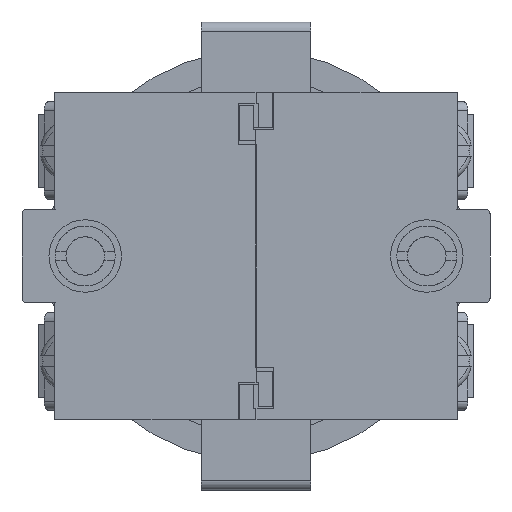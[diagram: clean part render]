
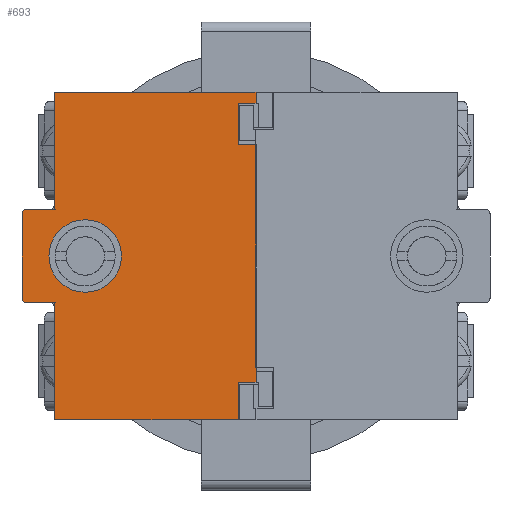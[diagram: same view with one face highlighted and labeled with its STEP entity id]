
A CAD part, front view. The second image highlights one B-rep face of the part: STEP entity #693.
In plain terms, the highlighted planar face has unit normal (0, -1, 0).
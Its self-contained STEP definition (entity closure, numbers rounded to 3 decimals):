
#222 = EDGE_CURVE ( 'NONE', #14171, #9334, #2670, .T. ) ;
#284 = ORIENTED_EDGE ( 'NONE', *, *, #222, .T. ) ;
#288 = DIRECTION ( 'NONE',  ( -1., 0., 0. ) ) ;
#485 = LINE ( 'NONE', #14792, #17291 ) ;
#614 = LINE ( 'NONE', #17337, #13908 ) ;
#693 = ADVANCED_FACE ( 'NONE', ( #18984, #11506 ), #5769, .F. ) ;
#705 = VECTOR ( 'NONE', #18986, 1000. ) ;
#721 = CARTESIAN_POINT ( 'NONE',  ( -1.9, -45.1, -13.5 ) ) ;
#1123 = CARTESIAN_POINT ( 'NONE',  ( -14.375, -45.1, 0. ) ) ;
#1145 = VERTEX_POINT ( 'NONE', #9456 ) ;
#1220 = CARTESIAN_POINT ( 'NONE',  ( -22.125, -45.1, 0. ) ) ;
#1240 = VERTEX_POINT ( 'NONE', #6708 ) ;
#1365 = LINE ( 'NONE', #14788, #16287 ) ;
#1396 = CARTESIAN_POINT ( 'NONE',  ( 0., -45.1, -13.5 ) ) ;
#1437 = DIRECTION ( 'NONE',  ( 0., -1., 0. ) ) ;
#1446 = DIRECTION ( 'NONE',  ( 0., 0., -1. ) ) ;
#1586 = VERTEX_POINT ( 'NONE', #17478 ) ;
#1708 = EDGE_CURVE ( 'NONE', #1145, #17517, #17403, .T. ) ;
#2098 = ORIENTED_EDGE ( 'NONE', *, *, #7684, .T. ) ;
#2266 = LINE ( 'NONE', #15867, #11832 ) ;
#2301 = EDGE_LOOP ( 'NONE', ( #6075, #8008, #6160, #9720, #13758, #16300, #11544, #3438, #6078, #7013, #16571, #15963, #15638, #18982, #9486, #284 ) ) ;
#2670 = LINE ( 'NONE', #18456, #10841 ) ;
#2691 = VECTOR ( 'NONE', #6215, 1000. ) ;
#2813 = CARTESIAN_POINT ( 'NONE',  ( -12.5, -45.1, 0. ) ) ;
#2997 = CARTESIAN_POINT ( 'NONE',  ( -1.9, -45.1, -17.5 ) ) ;
#3051 = DIRECTION ( 'NONE',  ( 0., 1., 0. ) ) ;
#3052 = LINE ( 'NONE', #16440, #6354 ) ;
#3133 = DIRECTION ( 'NONE',  ( 1., 0., 0. ) ) ;
#3207 = AXIS2_PLACEMENT_3D ( 'NONE', #12054, #3051, #4488 ) ;
#3299 = EDGE_CURVE ( 'NONE', #1240, #4920, #3052, .T. ) ;
#3307 = DIRECTION ( 'NONE',  ( -1., 0., 0. ) ) ;
#3438 = ORIENTED_EDGE ( 'NONE', *, *, #6837, .F. ) ;
#3458 = EDGE_CURVE ( 'NONE', #13654, #12399, #13985, .T. ) ;
#3497 = CARTESIAN_POINT ( 'NONE',  ( -25., -45.1, 4.5 ) ) ;
#3729 = VERTEX_POINT ( 'NONE', #1396 ) ;
#3983 = EDGE_CURVE ( 'NONE', #12399, #6908, #17263, .T. ) ;
#4211 = CARTESIAN_POINT ( 'NONE',  ( -21.5, -45.1, 5. ) ) ;
#4384 = VERTEX_POINT ( 'NONE', #1220 ) ;
#4488 = DIRECTION ( 'NONE',  ( -1., 0., 0. ) ) ;
#4854 = EDGE_CURVE ( 'NONE', #14171, #3729, #2266, .T. ) ;
#4920 = VERTEX_POINT ( 'NONE', #16736 ) ;
#4934 = VERTEX_POINT ( 'NONE', #3497 ) ;
#5510 = AXIS2_PLACEMENT_3D ( 'NONE', #2813, #14727, #17765 ) ;
#5598 = EDGE_CURVE ( 'NONE', #10616, #1586, #14122, .T. ) ;
#5737 = DIRECTION ( 'NONE',  ( -1., 0., 0. ) ) ;
#5769 = PLANE ( 'NONE',  #5510 ) ;
#5900 = DIRECTION ( 'NONE',  ( 1., 0., 0. ) ) ;
#6075 = ORIENTED_EDGE ( 'NONE', *, *, #7026, .T. ) ;
#6078 = ORIENTED_EDGE ( 'NONE', *, *, #1708, .T. ) ;
#6160 = ORIENTED_EDGE ( 'NONE', *, *, #11960, .F. ) ;
#6215 = DIRECTION ( 'NONE',  ( -1., 0., 0. ) ) ;
#6237 = LINE ( 'NONE', #19222, #18140 ) ;
#6354 = VECTOR ( 'NONE', #3133, 1000. ) ;
#6470 = EDGE_CURVE ( 'NONE', #14351, #1586, #1365, .T. ) ;
#6533 = CARTESIAN_POINT ( 'NONE',  ( -24.5, -45.1, 5. ) ) ;
#6705 = VECTOR ( 'NONE', #6760, 1000. ) ;
#6708 = CARTESIAN_POINT ( 'NONE',  ( -1.9, -45.1, 16.3 ) ) ;
#6760 = DIRECTION ( 'NONE',  ( 0., 0., 1. ) ) ;
#6837 = EDGE_CURVE ( 'NONE', #1145, #4934, #9072, .T. ) ;
#6908 = VERTEX_POINT ( 'NONE', #18305 ) ;
#7013 = ORIENTED_EDGE ( 'NONE', *, *, #9700, .T. ) ;
#7026 = EDGE_CURVE ( 'NONE', #9334, #1240, #12525, .T. ) ;
#7375 = CARTESIAN_POINT ( 'NONE',  ( -24.5, -45.1, -5. ) ) ;
#7385 = CARTESIAN_POINT ( 'NONE',  ( -25., -45.1, 17.5 ) ) ;
#7684 = EDGE_CURVE ( 'NONE', #4384, #15832, #17606, .T. ) ;
#7709 = DIRECTION ( 'NONE',  ( 0., 0., 1. ) ) ;
#7733 = CARTESIAN_POINT ( 'NONE',  ( -24.5, -45.1, 4.5 ) ) ;
#7776 = CARTESIAN_POINT ( 'NONE',  ( -21.5, -45.1, 5. ) ) ;
#8008 = ORIENTED_EDGE ( 'NONE', *, *, #3299, .T. ) ;
#8425 = CARTESIAN_POINT ( 'NONE',  ( -21.5, -45.1, 17.5 ) ) ;
#8546 = AXIS2_PLACEMENT_3D ( 'NONE', #8563, #10179, #5737 ) ;
#8563 = CARTESIAN_POINT ( 'NONE',  ( -18.25, -45.1, 0. ) ) ;
#8631 = CIRCLE ( 'NONE', #13785, 0.5 ) ;
#8951 = DIRECTION ( 'NONE',  ( 1., 0., 0. ) ) ;
#9072 = LINE ( 'NONE', #10591, #14601 ) ;
#9334 = VERTEX_POINT ( 'NONE', #15151 ) ;
#9456 = CARTESIAN_POINT ( 'NONE',  ( -25., -45.1, -4.5 ) ) ;
#9486 = ORIENTED_EDGE ( 'NONE', *, *, #4854, .F. ) ;
#9500 = DIRECTION ( 'NONE',  ( 1., 0., 0. ) ) ;
#9515 = CARTESIAN_POINT ( 'NONE',  ( 0., -45.1, 11.9 ) ) ;
#9700 = EDGE_CURVE ( 'NONE', #17517, #14351, #485, .T. ) ;
#9720 = ORIENTED_EDGE ( 'NONE', *, *, #3983, .F. ) ;
#10179 = DIRECTION ( 'NONE',  ( 0., 1., 0. ) ) ;
#10427 = DIRECTION ( 'NONE',  ( 1., 0., 0. ) ) ;
#10488 = CARTESIAN_POINT ( 'NONE',  ( -24.5, -45.1, -4.5 ) ) ;
#10504 = LINE ( 'NONE', #14004, #14216 ) ;
#10591 = CARTESIAN_POINT ( 'NONE',  ( -25., -45.1, 17.5 ) ) ;
#10616 = VERTEX_POINT ( 'NONE', #2997 ) ;
#10841 = VECTOR ( 'NONE', #3307, 1000. ) ;
#11506 = FACE_OUTER_BOUND ( 'NONE', #2301, .T. ) ;
#11544 = ORIENTED_EDGE ( 'NONE', *, *, #18241, .T. ) ;
#11832 = VECTOR ( 'NONE', #15608, 1000. ) ;
#11857 = DIRECTION ( 'NONE',  ( -1., 0., 0. ) ) ;
#11886 = VECTOR ( 'NONE', #10427, 1000. ) ;
#11951 = CIRCLE ( 'NONE', #3207, 3.875 ) ;
#11960 = EDGE_CURVE ( 'NONE', #6908, #4920, #13296, .T. ) ;
#11962 = DIRECTION ( 'NONE',  ( 0., -1., 0. ) ) ;
#12054 = CARTESIAN_POINT ( 'NONE',  ( -18.25, -45.1, 0. ) ) ;
#12203 = CARTESIAN_POINT ( 'NONE',  ( -25., -45.1, -17.5 ) ) ;
#12301 = VERTEX_POINT ( 'NONE', #6533 ) ;
#12399 = VERTEX_POINT ( 'NONE', #8425 ) ;
#12428 = ORIENTED_EDGE ( 'NONE', *, *, #19132, .T. ) ;
#12525 = LINE ( 'NONE', #17235, #6705 ) ;
#13296 = LINE ( 'NONE', #14781, #705 ) ;
#13549 = EDGE_CURVE ( 'NONE', #10616, #17276, #614, .T. ) ;
#13630 = EDGE_CURVE ( 'NONE', #12301, #13654, #6237, .T. ) ;
#13639 = DIRECTION ( 'NONE',  ( 0., 0., 1. ) ) ;
#13654 = VERTEX_POINT ( 'NONE', #4211 ) ;
#13758 = ORIENTED_EDGE ( 'NONE', *, *, #3458, .F. ) ;
#13785 = AXIS2_PLACEMENT_3D ( 'NONE', #7733, #11962, #288 ) ;
#13908 = VECTOR ( 'NONE', #17533, 1000. ) ;
#13985 = LINE ( 'NONE', #7776, #15183 ) ;
#14004 = CARTESIAN_POINT ( 'NONE',  ( 0.3, -45.1, -13.5 ) ) ;
#14122 = LINE ( 'NONE', #12203, #2691 ) ;
#14171 = VERTEX_POINT ( 'NONE', #9515 ) ;
#14216 = VECTOR ( 'NONE', #9500, 1000. ) ;
#14351 = VERTEX_POINT ( 'NONE', #19123 ) ;
#14510 = AXIS2_PLACEMENT_3D ( 'NONE', #10488, #1437, #11857 ) ;
#14601 = VECTOR ( 'NONE', #13639, 1000. ) ;
#14727 = DIRECTION ( 'NONE',  ( 0., 1., 0. ) ) ;
#14781 = CARTESIAN_POINT ( 'NONE',  ( 0., -45.1, 17.5 ) ) ;
#14788 = CARTESIAN_POINT ( 'NONE',  ( -21.5, -45.1, -5. ) ) ;
#14792 = CARTESIAN_POINT ( 'NONE',  ( -25., -45.1, -5. ) ) ;
#15151 = CARTESIAN_POINT ( 'NONE',  ( -1.9, -45.1, 11.9 ) ) ;
#15183 = VECTOR ( 'NONE', #7709, 1000. ) ;
#15608 = DIRECTION ( 'NONE',  ( 0., 0., -1. ) ) ;
#15638 = ORIENTED_EDGE ( 'NONE', *, *, #13549, .T. ) ;
#15832 = VERTEX_POINT ( 'NONE', #1123 ) ;
#15867 = CARTESIAN_POINT ( 'NONE',  ( 0., -45.1, 17.5 ) ) ;
#15963 = ORIENTED_EDGE ( 'NONE', *, *, #5598, .F. ) ;
#16287 = VECTOR ( 'NONE', #1446, 1000. ) ;
#16300 = ORIENTED_EDGE ( 'NONE', *, *, #13630, .F. ) ;
#16440 = CARTESIAN_POINT ( 'NONE',  ( -1.9, -45.1, 16.3 ) ) ;
#16571 = ORIENTED_EDGE ( 'NONE', *, *, #6470, .T. ) ;
#16736 = CARTESIAN_POINT ( 'NONE',  ( 0., -45.1, 16.3 ) ) ;
#17057 = EDGE_LOOP ( 'NONE', ( #12428, #2098 ) ) ;
#17199 = EDGE_CURVE ( 'NONE', #17276, #3729, #10504, .T. ) ;
#17235 = CARTESIAN_POINT ( 'NONE',  ( -1.9, -45.1, 16.3 ) ) ;
#17263 = LINE ( 'NONE', #7385, #11886 ) ;
#17276 = VERTEX_POINT ( 'NONE', #721 ) ;
#17291 = VECTOR ( 'NONE', #5900, 1000. ) ;
#17337 = CARTESIAN_POINT ( 'NONE',  ( -1.9, -45.1, -17.5 ) ) ;
#17403 = CIRCLE ( 'NONE', #14510, 0.5 ) ;
#17478 = CARTESIAN_POINT ( 'NONE',  ( -21.5, -45.1, -17.5 ) ) ;
#17517 = VERTEX_POINT ( 'NONE', #7375 ) ;
#17533 = DIRECTION ( 'NONE',  ( 0., 0., 1. ) ) ;
#17606 = CIRCLE ( 'NONE', #8546, 3.875 ) ;
#17765 = DIRECTION ( 'NONE',  ( -1., 0., 0. ) ) ;
#18140 = VECTOR ( 'NONE', #8951, 1000. ) ;
#18241 = EDGE_CURVE ( 'NONE', #12301, #4934, #8631, .T. ) ;
#18305 = CARTESIAN_POINT ( 'NONE',  ( 0., -45.1, 17.5 ) ) ;
#18456 = CARTESIAN_POINT ( 'NONE',  ( -12.5, -45.1, 11.9 ) ) ;
#18982 = ORIENTED_EDGE ( 'NONE', *, *, #17199, .T. ) ;
#18984 = FACE_BOUND ( 'NONE', #17057, .T. ) ;
#18986 = DIRECTION ( 'NONE',  ( 0., 0., -1. ) ) ;
#19123 = CARTESIAN_POINT ( 'NONE',  ( -21.5, -45.1, -5. ) ) ;
#19132 = EDGE_CURVE ( 'NONE', #15832, #4384, #11951, .T. ) ;
#19222 = CARTESIAN_POINT ( 'NONE',  ( -25., -45.1, 5. ) ) ;
